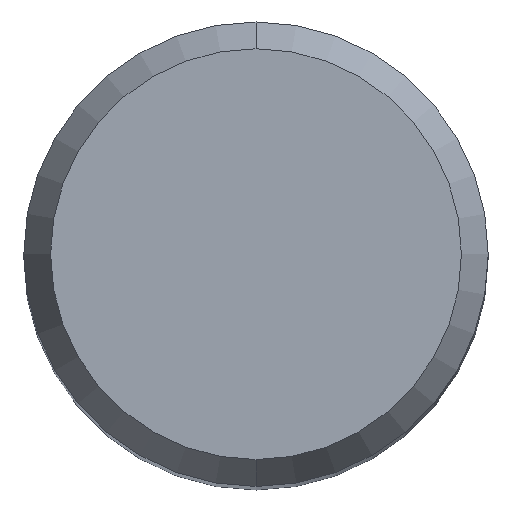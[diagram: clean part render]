
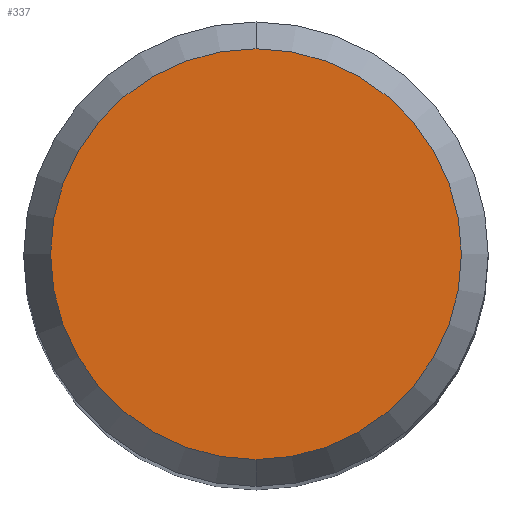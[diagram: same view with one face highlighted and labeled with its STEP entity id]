
A CAD part, top view. The second image highlights one B-rep face of the part: STEP entity #337.
In plain terms, the highlighted planar face has unit normal (0, 0, 1).
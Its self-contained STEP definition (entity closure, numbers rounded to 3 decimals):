
#197=EDGE_CURVE('',#377,#301,#491,.T.);
#223=EDGE_CURVE('',#301,#377,#520,.T.);
#301=VERTEX_POINT('',#606);
#337=ADVANCED_FACE('',(#645),#646,.T.);
#377=VERTEX_POINT('',#691);
#491=CIRCLE('',#841,3.538);
#520=CIRCLE('',#929,3.538);
#606=CARTESIAN_POINT('',(0.,-3.538,0.0));
#645=FACE_OUTER_BOUND('',#1146,.T.);
#646=PLANE('',#1147);
#691=CARTESIAN_POINT('',(0.0,3.538,0.0));
#841=AXIS2_PLACEMENT_3D('',#1422,#1423,#1424);
#929=AXIS2_PLACEMENT_3D('',#1456,#1457,#1458);
#1146=EDGE_LOOP('',(#1587,#1588));
#1147=AXIS2_PLACEMENT_3D('',#1589,#1590,#1591);
#1422=CARTESIAN_POINT('',(0.0,0.0,0.0));
#1423=DIRECTION('',(0.0,0.0,-1.0));
#1424=DIRECTION('',(0.0,1.0,0.0));
#1456=CARTESIAN_POINT('',(0.0,0.0,0.0));
#1457=DIRECTION('',(0.0,0.0,-1.0));
#1458=DIRECTION('',(0.0,1.0,0.0));
#1587=ORIENTED_EDGE('',*,*,#197,.F.);
#1588=ORIENTED_EDGE('',*,*,#223,.F.);
#1589=CARTESIAN_POINT('',(0.0,1.769,0.0));
#1590=DIRECTION('',(-0.0,0.0,1.0));
#1591=DIRECTION('',(0.0,-1.0,0.0));
